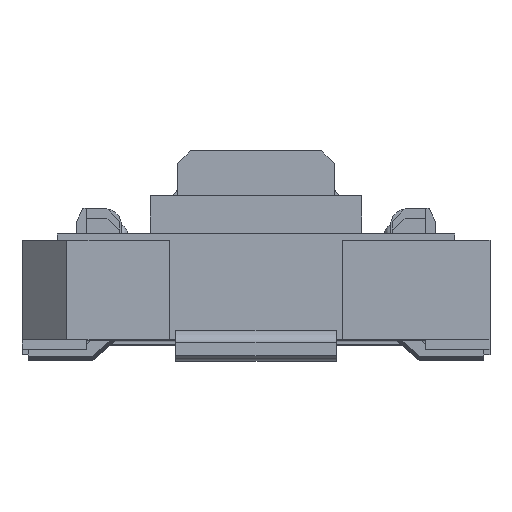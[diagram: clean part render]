
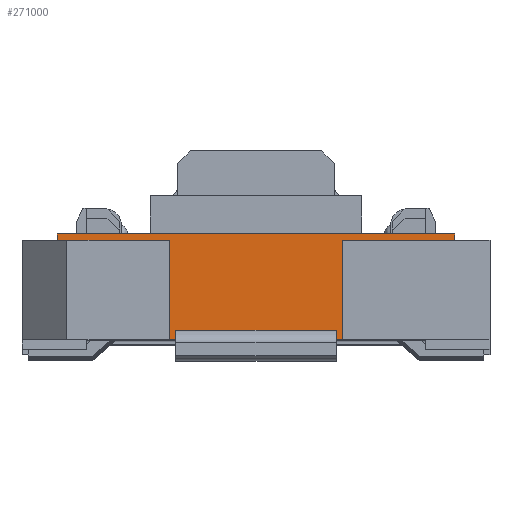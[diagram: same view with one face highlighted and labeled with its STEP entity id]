
A CAD part, top view. The second image highlights one B-rep face of the part: STEP entity #271000.
In plain terms, the highlighted planar face has unit normal (0, 0, 1).
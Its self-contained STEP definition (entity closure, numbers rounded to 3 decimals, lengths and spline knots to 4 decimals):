
#51960=CARTESIAN_POINT('',(-5.3512,1.0176,
39.6482));
#51970=VERTEX_POINT('',#51960);
#52000=CARTESIAN_POINT('',(-5.3512,1.349,
39.6482));
#52010=DIRECTION('',(0.,-1.,0.));
#52020=VECTOR('',#52010,1.);
#52030=LINE('',#52000,#52020);
#52040=CARTESIAN_POINT('',(-5.3512,0.9176,
39.6482));
#52050=VERTEX_POINT('',#52040);
#52060=EDGE_CURVE('',#51970,#52050,#52030,.T.);
#195020=CARTESIAN_POINT('',(-1.0012,-0.4824,
39.6482));
#195030=VERTEX_POINT('',#195020);
#195060=CARTESIAN_POINT('',(-1.0012,1.349,
39.6482));
#195070=DIRECTION('',(0.,-1.,0.));
#195080=VECTOR('',#195070,1.);
#195090=LINE('',#195060,#195080);
#195100=CARTESIAN_POINT('',(-1.0012,-0.6324,
39.6482));
#195110=VERTEX_POINT('',#195100);
#195120=EDGE_CURVE('',#195030,#195110,#195090,.T.);
#270230=CARTESIAN_POINT('',(-3.5012,0.5176,
39.6482));
#270240=DIRECTION('',(0.,0.,1.));
#270250=DIRECTION('',(-1.,0.,0.));
#270260=AXIS2_PLACEMENT_3D('',#270230,#270240,#270250);
#270270=PLANE('',#270260);
#270280=CARTESIAN_POINT('',(-0.9012,1.349,
39.6482));
#270290=DIRECTION('',(0.,-1.,0.));
#270300=VECTOR('',#270290,1.);
#270310=LINE('',#270280,#270300);
#270320=CARTESIAN_POINT('',(-0.9012,0.9176,
39.6482));
#270330=VERTEX_POINT('',#270320);
#270340=CARTESIAN_POINT('',(-0.9012,-0.6324,
39.6482));
#270350=VERTEX_POINT('',#270340);
#270360=EDGE_CURVE('',#270330,#270350,#270310,.T.);
#270370=ORIENTED_EDGE('',*,*,#270360,.F.);
#270380=CARTESIAN_POINT('',(-2.6569,-0.6324,
39.6482));
#270390=DIRECTION('',(-1.,0.,0.));
#270400=VECTOR('',#270390,1.);
#270410=LINE('',#270380,#270400);
#270420=EDGE_CURVE('',#270350,#195110,#270410,.T.);
#270430=ORIENTED_EDGE('',*,*,#270420,.F.);
#270440=ORIENTED_EDGE('',*,*,#195120,.T.);
#270450=CARTESIAN_POINT('',(-3.5012,-0.4824,
39.6482));
#270460=DIRECTION('',(-1.,0.,0.));
#270470=VECTOR('',#270460,1.);
#270480=LINE('',#270450,#270470);
#270490=CARTESIAN_POINT('',(-3.5012,-0.4824,
39.6482));
#270500=VERTEX_POINT('',#270490);
#270510=EDGE_CURVE('',#195030,#270500,#270480,.T.);
#270520=ORIENTED_EDGE('',*,*,#270510,.F.);
#270530=CARTESIAN_POINT('',(-3.5012,1.349,
39.6482));
#270540=DIRECTION('',(0.,1.,0.));
#270550=VECTOR('',#270540,1.);
#270560=LINE('',#270530,#270550);
#270570=CARTESIAN_POINT('',(-3.5012,-0.6324,
39.6482));
#270580=VERTEX_POINT('',#270570);
#270590=EDGE_CURVE('',#270580,#270500,#270560,.T.);
#270600=ORIENTED_EDGE('',*,*,#270590,.T.);
#270610=CARTESIAN_POINT('',(-3.6012,-0.6324,
39.6482));
#270620=VERTEX_POINT('',#270610);
#270630=EDGE_CURVE('',#270580,#270620,#270410,.T.);
#270640=ORIENTED_EDGE('',*,*,#270630,.F.);
#270650=CARTESIAN_POINT('',(-3.6012,1.349,
39.6482));
#270660=DIRECTION('',(0.,-1.,0.));
#270670=VECTOR('',#270660,1.);
#270680=LINE('',#270650,#270670);
#270690=CARTESIAN_POINT('',(-3.6012,0.9176,
39.6482));
#270700=VERTEX_POINT('',#270690);
#270710=EDGE_CURVE('',#270700,#270620,#270680,.T.);
#270720=ORIENTED_EDGE('',*,*,#270710,.T.);
#270730=CARTESIAN_POINT('',(-2.6569,0.9176,
39.6482));
#270740=DIRECTION('',(-1.,0.,0.));
#270750=VECTOR('',#270740,1.);
#270760=LINE('',#270730,#270750);
#270770=EDGE_CURVE('',#270700,#52050,#270760,.T.);
#270780=ORIENTED_EDGE('',*,*,#270770,.F.);
#270790=ORIENTED_EDGE('',*,*,#52060,.T.);
#270800=CARTESIAN_POINT('',(-2.6569,1.0176,
39.6482));
#270810=DIRECTION('',(1.,0.,-0.));
#270820=VECTOR('',#270810,1.);
#270830=LINE('',#270800,#270820);
#270840=CARTESIAN_POINT('',(0.8488,1.0176,
39.6482));
#270850=VERTEX_POINT('',#270840);
#270860=EDGE_CURVE('',#51970,#270850,#270830,.T.);
#270870=ORIENTED_EDGE('',*,*,#270860,.F.);
#270880=CARTESIAN_POINT('',(0.8488,1.349,
39.6482));
#270890=DIRECTION('',(0.,-1.,0.));
#270900=VECTOR('',#270890,1.);
#270910=LINE('',#270880,#270900);
#270920=CARTESIAN_POINT('',(0.8488,0.9176,
39.6482));
#270930=VERTEX_POINT('',#270920);
#270940=EDGE_CURVE('',#270850,#270930,#270910,.T.);
#270950=ORIENTED_EDGE('',*,*,#270940,.F.);
#270960=EDGE_CURVE('',#270930,#270330,#270760,.T.);
#270970=ORIENTED_EDGE('',*,*,#270960,.F.);
#270980=EDGE_LOOP('',(#270970,#270950,#270870,#270790,#270780,#270720,
#270640,#270600,#270520,#270440,#270430,#270370));
#270990=FACE_OUTER_BOUND('',#270980,.T.);
#271000=ADVANCED_FACE('',(#270990),#270270,.T.);
